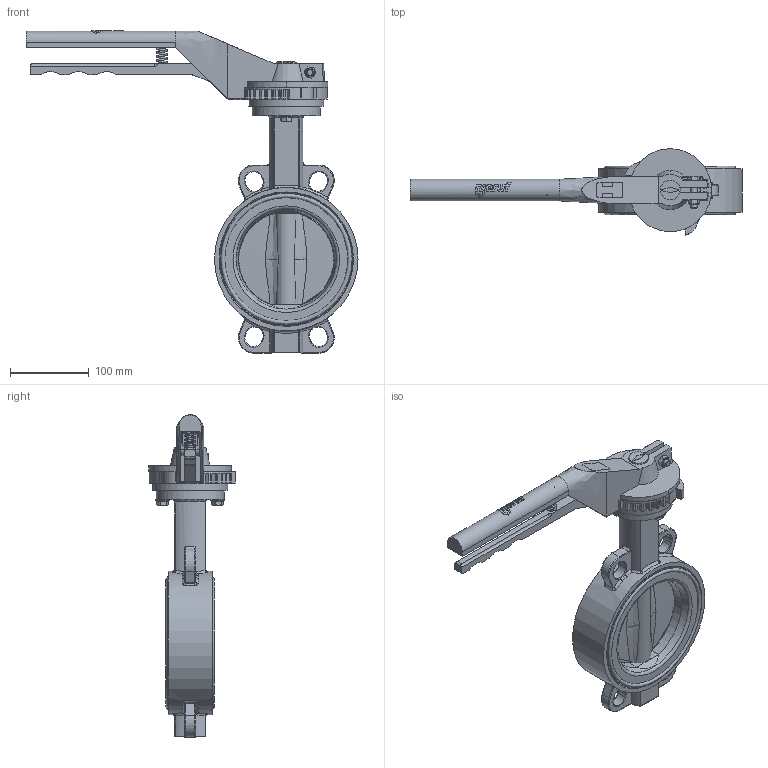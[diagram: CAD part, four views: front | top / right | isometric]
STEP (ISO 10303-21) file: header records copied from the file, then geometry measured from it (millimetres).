
FILE_DESCRIPTION(('HOOPS Exchange Step'),'2;1');
FILE_NAME('AK0810_DN125_Handhebel.stp','2025-08-07T13:24:49+02:00',('nieru'),('Unknown organisation'),'HOOPS Exchange 2024.2','HOOPS Exchange','Unknown authorisation');
FILE_SCHEMA( ('AP203_CONFIGURATION_CONTROLLED_3D_DESIGN_OF_MECHANICAL_PARTS_AND_ASSEMBLIES_MIM_LF') );
Length unit declared in the file: millimetre
Products named in the file (2): 0; root
Assembly tree (1 placements, depth 2):
  root
    0
Bounding box: 421 x 109.6 x 408.87 mm (x, y, z)
Volume: 1579804 mm3; surface area: 435289.3 mm2
Topology: 20 solids, 20 shells, 1778 faces, 4679 edges, 2972 vertices
Faces by surface type: plane 711, cylinder 553, bspline 195, torus 186, cone 119, sphere 14
Full cylindrical faces by diameter (mm): 5 x1, 5.7 x2, 6 x2, 7 x4, 8 x6, 8.5 x2, 9 x10, 12 x1, 13 x2, 13.8 x1, 14.8 x1, 15.5 x2, 16.5 x1, 17.3 x1, 17.5 x1, 17.75 x1, 17.994 x1, 18 x5, 19 x5, 19.1 x1, 20 x2, 24 x1, 25 x1, 38 x1, 55 x1, 55.5 x1, 86.3 x1, 95.7 x1, 139 x2, 139.5 x2
Entity records: 117879 total; most frequent: CARTESIAN_POINT 76775, ORIENTED_EDGE 9290, DIRECTION 7533, EDGE_CURVE 4645, VERTEX_POINT 2964, AXIS2_PLACEMENT_3D 2776, VECTOR 1981, LINE 1981
